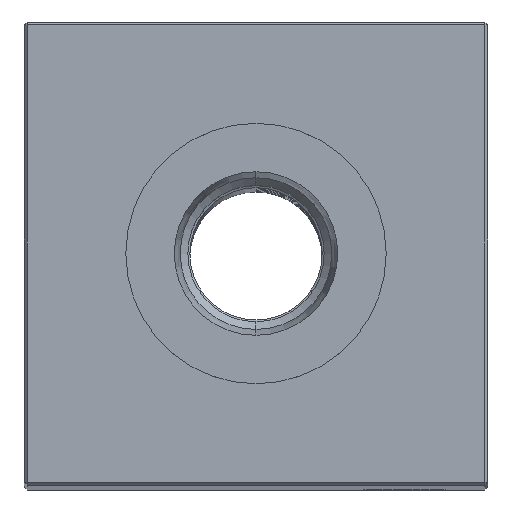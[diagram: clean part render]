
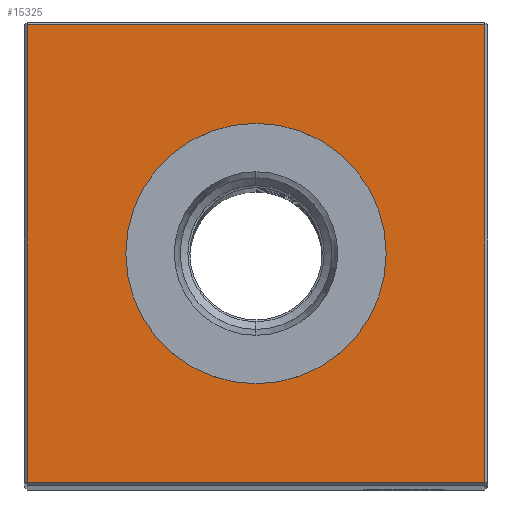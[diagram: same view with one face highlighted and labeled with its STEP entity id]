
A CAD part, top view. The second image highlights one B-rep face of the part: STEP entity #15325.
In plain terms, the highlighted planar face has unit normal (0, 0, 1).
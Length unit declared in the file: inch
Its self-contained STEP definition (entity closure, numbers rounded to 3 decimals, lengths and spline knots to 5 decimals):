
#516 = CARTESIAN_POINT ( 'NONE',  ( 0., 0.865, 10.75 ) ) ;
#557 = CARTESIAN_POINT ( 'NONE',  ( 0., 0.49213, 10.75 ) ) ;
#1008 = VECTOR ( 'NONE', #2607, 39.37008 ) ;
#1052 = DIRECTION ( 'NONE',  ( 0., -1., 0. ) ) ;
#1546 = CARTESIAN_POINT ( 'NONE',  ( 0., 0., 10.75 ) ) ;
#1702 = EDGE_CURVE ( 'NONE', #6699, #22217, #15785, .T. ) ;
#2036 = DIRECTION ( 'NONE',  ( 0., 0., -1. ) ) ;
#2298 = FACE_BOUND ( 'NONE', #23729, .T. ) ;
#2425 = DIRECTION ( 'NONE',  ( -1., 0., 0. ) ) ;
#2576 = AXIS2_PLACEMENT_3D ( 'NONE', #16094, #2036, #2425 ) ;
#2591 = EDGE_CURVE ( 'NONE', #8623, #18076, #24372, .T. ) ;
#2607 = DIRECTION ( 'NONE',  ( 0., 1., 0. ) ) ;
#2914 = CARTESIAN_POINT ( 'NONE',  ( -0.865, 0., 10.75 ) ) ;
#3001 = CIRCLE ( 'NONE', #3481, 0.49213 ) ;
#3481 = AXIS2_PLACEMENT_3D ( 'NONE', #1546, #9772, #21425 ) ;
#3524 = EDGE_CURVE ( 'NONE', #18076, #6699, #7022, .T. ) ;
#4482 = CARTESIAN_POINT ( 'NONE',  ( 0.865, 0., 10.75 ) ) ;
#4652 = VERTEX_POINT ( 'NONE', #557 ) ;
#6240 = DIRECTION ( 'NONE',  ( -1., 0., 0. ) ) ;
#6699 = VERTEX_POINT ( 'NONE', #12647 ) ;
#7022 = LINE ( 'NONE', #2914, #10473 ) ;
#7408 = ORIENTED_EDGE ( 'NONE', *, *, #9980, .T. ) ;
#8132 = CARTESIAN_POINT ( 'NONE',  ( 0.865, 0.865, 10.75 ) ) ;
#8623 = VERTEX_POINT ( 'NONE', #8132 ) ;
#8692 = ORIENTED_EDGE ( 'NONE', *, *, #13583, .T. ) ;
#9305 = CARTESIAN_POINT ( 'NONE',  ( 0., -0.49213, 10.75 ) ) ;
#9772 = DIRECTION ( 'NONE',  ( 0., 0., -1. ) ) ;
#9980 = EDGE_CURVE ( 'NONE', #12963, #4652, #15419, .T. ) ;
#10473 = VECTOR ( 'NONE', #1052, 39.37008 ) ;
#10595 = DIRECTION ( 'NONE',  ( 1., 0., 0. ) ) ;
#11869 = ORIENTED_EDGE ( 'NONE', *, *, #1702, .T. ) ;
#12384 = PLANE ( 'NONE',  #2576 ) ;
#12647 = CARTESIAN_POINT ( 'NONE',  ( -0.865, -0.865, 10.75 ) ) ;
#12963 = VERTEX_POINT ( 'NONE', #9305 ) ;
#13493 = DIRECTION ( 'NONE',  ( 0., 0., -1. ) ) ;
#13583 = EDGE_CURVE ( 'NONE', #4652, #12963, #3001, .T. ) ;
#14361 = FACE_OUTER_BOUND ( 'NONE', #18457, .T. ) ;
#14551 = LINE ( 'NONE', #4482, #1008 ) ;
#15325 = ADVANCED_FACE ( 'NONE', ( #14361, #2298 ), #12384, .F. ) ;
#15419 = CIRCLE ( 'NONE', #18804, 0.49213 ) ;
#15785 = LINE ( 'NONE', #24491, #22763 ) ;
#16094 = CARTESIAN_POINT ( 'NONE',  ( 0., 0., 10.75 ) ) ;
#17378 = ORIENTED_EDGE ( 'NONE', *, *, #20676, .T. ) ;
#18076 = VERTEX_POINT ( 'NONE', #24371 ) ;
#18457 = EDGE_LOOP ( 'NONE', ( #23989, #11869, #17378, #22036 ) ) ;
#18804 = AXIS2_PLACEMENT_3D ( 'NONE', #21434, #13493, #23029 ) ;
#19528 = CARTESIAN_POINT ( 'NONE',  ( 0.865, -0.865, 10.75 ) ) ;
#20676 = EDGE_CURVE ( 'NONE', #22217, #8623, #14551, .T. ) ;
#21032 = VECTOR ( 'NONE', #6240, 39.37008 ) ;
#21425 = DIRECTION ( 'NONE',  ( -1., 0., 0. ) ) ;
#21434 = CARTESIAN_POINT ( 'NONE',  ( 0., 0., 10.75 ) ) ;
#22036 = ORIENTED_EDGE ( 'NONE', *, *, #2591, .T. ) ;
#22217 = VERTEX_POINT ( 'NONE', #19528 ) ;
#22763 = VECTOR ( 'NONE', #10595, 39.37008 ) ;
#23029 = DIRECTION ( 'NONE',  ( -1., 0., 0. ) ) ;
#23729 = EDGE_LOOP ( 'NONE', ( #8692, #7408 ) ) ;
#23989 = ORIENTED_EDGE ( 'NONE', *, *, #3524, .T. ) ;
#24371 = CARTESIAN_POINT ( 'NONE',  ( -0.865, 0.865, 10.75 ) ) ;
#24372 = LINE ( 'NONE', #516, #21032 ) ;
#24491 = CARTESIAN_POINT ( 'NONE',  ( 0., -0.865, 10.75 ) ) ;
